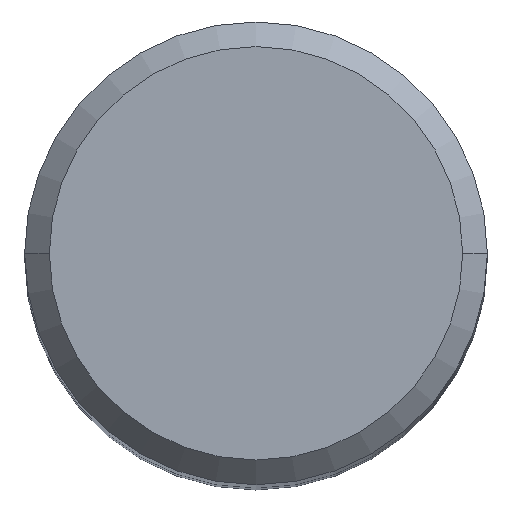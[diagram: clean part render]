
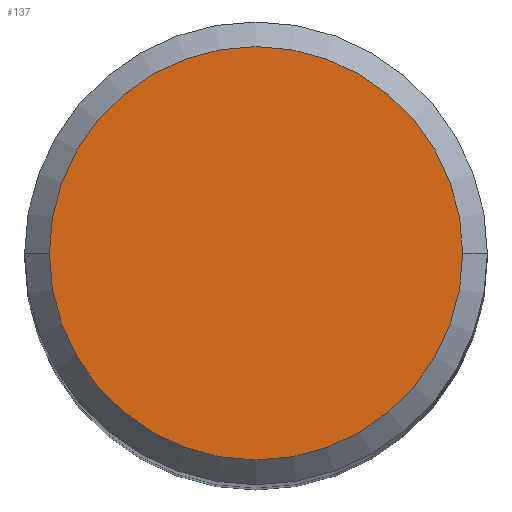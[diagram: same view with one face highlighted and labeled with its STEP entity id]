
A CAD part, top view. The second image highlights one B-rep face of the part: STEP entity #137.
In plain terms, the highlighted planar face has unit normal (0, 0, 1).
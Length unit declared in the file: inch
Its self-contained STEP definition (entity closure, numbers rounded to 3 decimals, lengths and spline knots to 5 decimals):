
#8 = EDGE_CURVE ( 'NONE', #34, #312, #78, .T. ) ;
#34 = VERTEX_POINT ( 'NONE', #149 ) ;
#40 = EDGE_LOOP ( 'NONE', ( #301, #304 ) ) ;
#78 = CIRCLE ( 'NONE', #324, 0.1675 ) ;
#80 = AXIS2_PLACEMENT_3D ( 'NONE', #316, #352, #281 ) ;
#110 = AXIS2_PLACEMENT_3D ( 'NONE', #442, #409, #201 ) ;
#137 = ADVANCED_FACE ( 'NONE', ( #354 ), #416, .F. ) ;
#149 = CARTESIAN_POINT ( 'NONE',  ( -0.1675, 0., 0. ) ) ;
#201 = DIRECTION ( 'NONE',  ( 1., 0., 0. ) ) ;
#233 = EDGE_CURVE ( 'NONE', #312, #34, #400, .T. ) ;
#255 = CARTESIAN_POINT ( 'NONE',  ( 0.1675, 0., 0. ) ) ;
#268 = DIRECTION ( 'NONE',  ( 0., 0., 1. ) ) ;
#281 = DIRECTION ( 'NONE',  ( -1., 0., 0. ) ) ;
#301 = ORIENTED_EDGE ( 'NONE', *, *, #8, .T. ) ;
#304 = ORIENTED_EDGE ( 'NONE', *, *, #233, .T. ) ;
#312 = VERTEX_POINT ( 'NONE', #255 ) ;
#316 = CARTESIAN_POINT ( 'NONE',  ( 0., 0.1675, 0. ) ) ;
#324 = AXIS2_PLACEMENT_3D ( 'NONE', #439, #268, #341 ) ;
#341 = DIRECTION ( 'NONE',  ( 1., 0., 0. ) ) ;
#352 = DIRECTION ( 'NONE',  ( 0., 0., -1. ) ) ;
#354 = FACE_OUTER_BOUND ( 'NONE', #40, .T. ) ;
#400 = CIRCLE ( 'NONE', #110, 0.1675 ) ;
#409 = DIRECTION ( 'NONE',  ( 0., 0., 1. ) ) ;
#416 = PLANE ( 'NONE',  #80 ) ;
#439 = CARTESIAN_POINT ( 'NONE',  ( 0., 0., 0. ) ) ;
#442 = CARTESIAN_POINT ( 'NONE',  ( 0., 0., 0. ) ) ;
